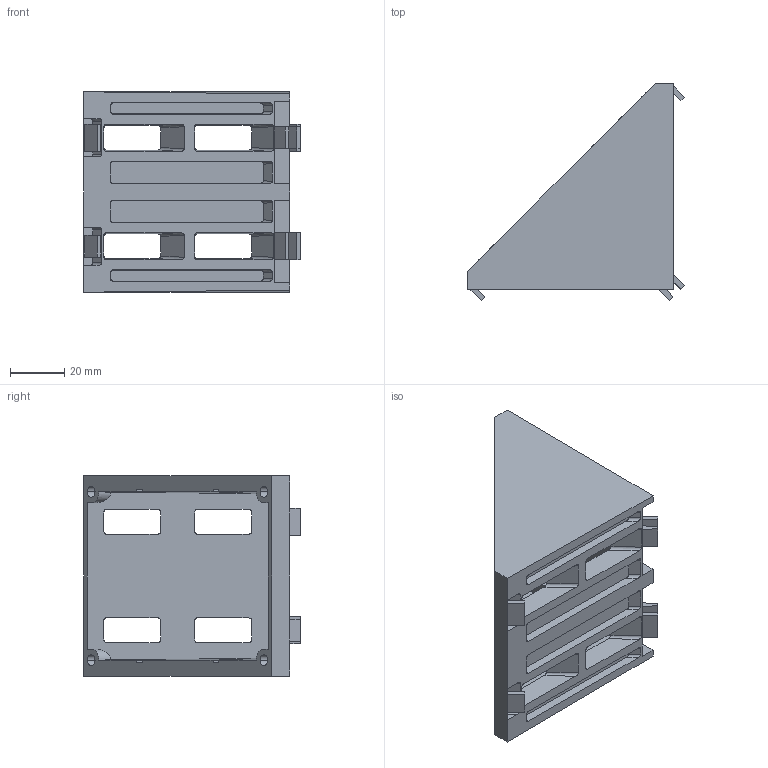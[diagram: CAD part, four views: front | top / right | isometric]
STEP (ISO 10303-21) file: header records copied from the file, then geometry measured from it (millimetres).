
FILE_DESCRIPTION (( 'STEP AP203' ), '1' );
FILE_NAME ('AL-310.2400A.01 Óãëîâîé ñîåäèíèòåëü 80x80, 40 ñåðèÿ, òèï 2.STEP', '2024-10-22T08:34:40', ( '' ), ( '' ), 'SwSTEP 2.0', 'SolidWorks 2021', '' );
FILE_SCHEMA (( 'CONFIG_CONTROL_DESIGN' ));
Length unit declared in the file: millimetre
Products named in the file (1): AL-310.2400A.01 Óãëîâîé ñîåäèíèòåëü 80x80, 40 ñåðèÿ, òèï 2
Bounding box: 79.93 x 79.93 x 74 mm (x, y, z)
Volume: 85673.9 mm3; surface area: 38118.1 mm2
Topology: 1 solids, 1 shells, 257 faces, 698 edges, 460 vertices
Faces by surface type: plane 165, cylinder 92
Entity records: 8041 total; most frequent: CARTESIAN_POINT 1896, ORIENTED_EDGE 1396, DIRECTION 1082, EDGE_CURVE 698, VECTOR 510, LINE 510, VERTEX_POINT 460, EDGE_LOOP 290
